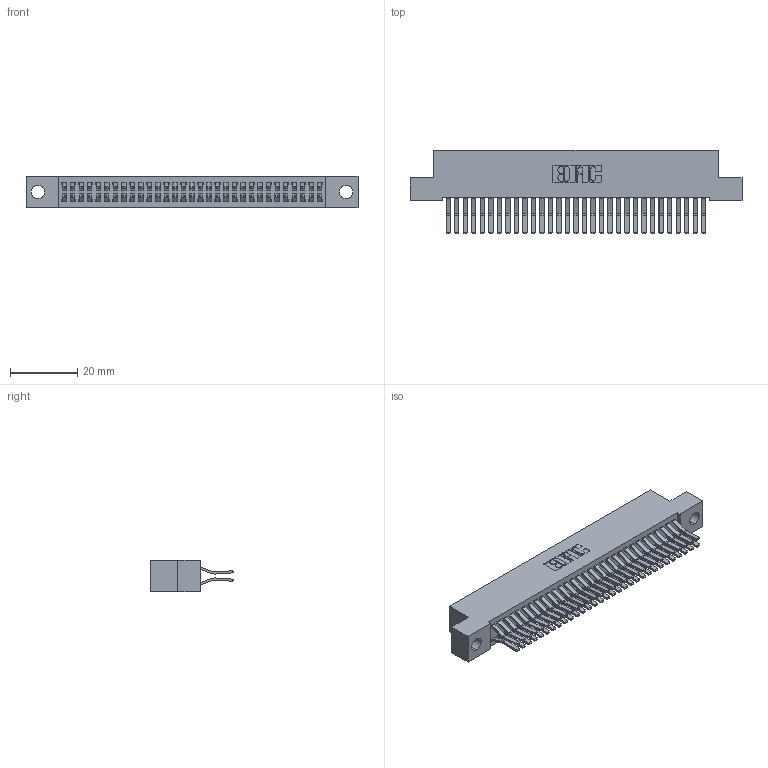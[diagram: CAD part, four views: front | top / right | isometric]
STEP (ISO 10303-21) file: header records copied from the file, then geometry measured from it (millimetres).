
FILE_DESCRIPTION (( 'STEP AP203' ), '1' );
FILE_NAME ('342-062-560-204.STEP', '2018-08-13T07:04:48', ( '' ), ( '' ), 'SwSTEP 2.0', 'SolidWorks 2016', '' );
FILE_SCHEMA (( 'CONFIG_CONTROL_DESIGN' ));
Length unit declared in the file: inch
Products named in the file (3): 342 Part_.156 TH; 345-292-001_560 Tail; 342-062-560-204
Assembly tree (63 placements, depth 2):
  342-062-560-204
    342 Part_.156 TH
    345-292-001_560 Tail  x62
Bounding box: 99.06 x 24.78 x 9.4 mm (x, y, z)
Volume: 9168.5 mm3; surface area: 15453.2 mm2
Topology: 63 solids, 63 shells, 3458 faces, 10281 edges, 6770 vertices
Faces by surface type: plane 2298, cylinder 1160
Entity records: 21325 total; most frequent: CARTESIAN_POINT 3546, ORIENTED_EDGE 3482, DIRECTION 3053, EDGE_CURVE 1741, VECTOR 1609, LINE 1609, VERTEX_POINT 1158, AXIS2_PLACEMENT_3D 722
